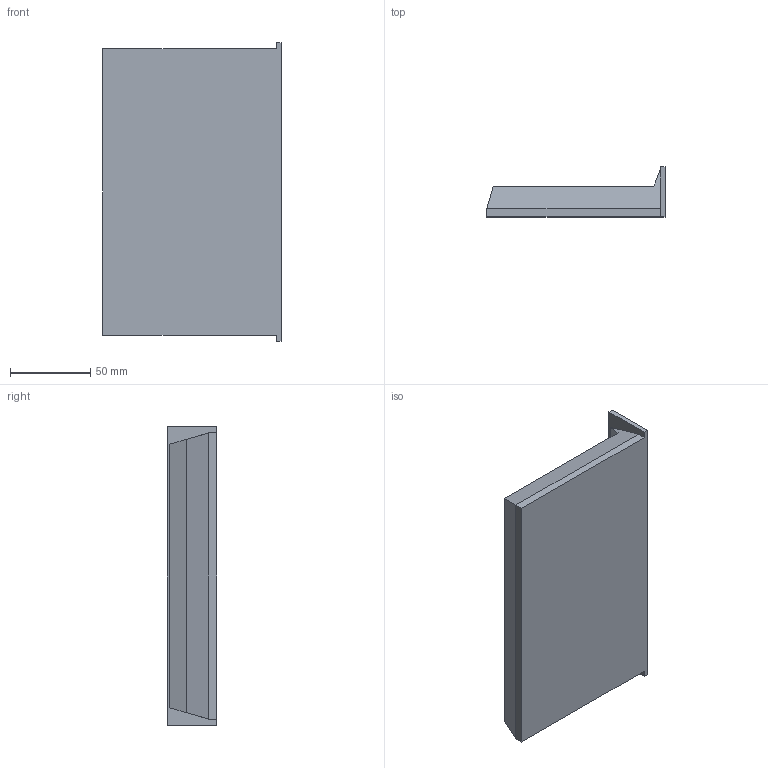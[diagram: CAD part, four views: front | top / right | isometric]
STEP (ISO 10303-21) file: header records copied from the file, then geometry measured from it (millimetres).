
FILE_DESCRIPTION (( 'STEP AP203' ), '1' );
FILE_NAME ('Handle Set.STEP', '2023-02-22T16:49:24', ( '' ), ( '' ), 'SwSTEP 2.0', 'SolidWorks 2018', '' );
FILE_SCHEMA (( 'CONFIG_CONTROL_DESIGN' ));
Length unit declared in the file: millimetre
Products named in the file (1): Handle Set
Bounding box: 111 x 31 x 186 mm (x, y, z)
Volume: 210658.6 mm3; surface area: 71170.3 mm2
Topology: 1 solids, 1 shells, 296 faces, 729 edges, 404 vertices
Faces by surface type: cylinder 140, plane 85, sphere 38, torus 33
Full cylindrical faces by diameter (mm): 4 x1
Entity records: 8433 total; most frequent: DIRECTION 1601, CARTESIAN_POINT 1396, ORIENTED_EDGE 1386, EDGE_CURVE 693, AXIS2_PLACEMENT_3D 612, VERTEX_POINT 403, LINE 377, VECTOR 377
